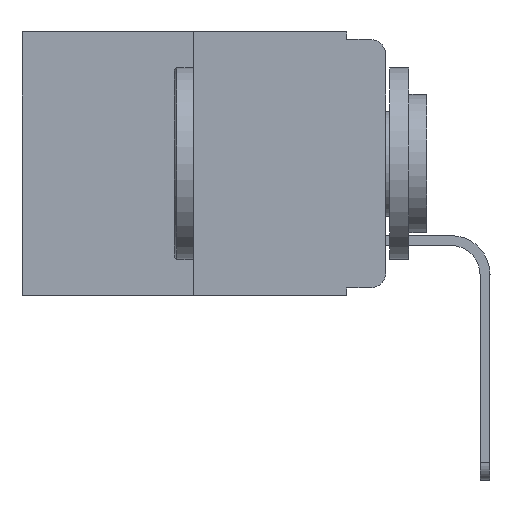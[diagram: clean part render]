
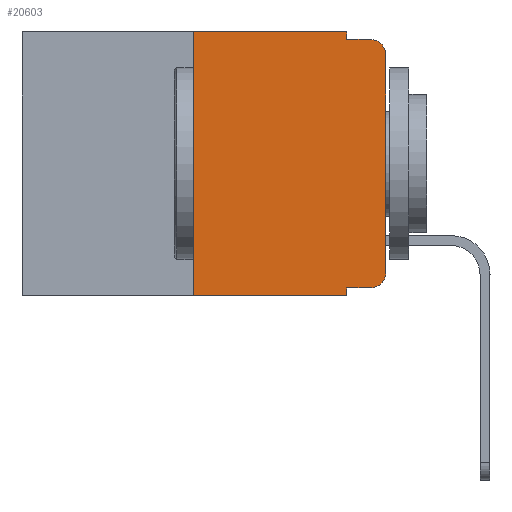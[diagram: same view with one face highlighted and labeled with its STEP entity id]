
A CAD part, left-side view. The second image highlights one B-rep face of the part: STEP entity #20603.
In plain terms, the highlighted planar face has unit normal (-1, 0, 0).
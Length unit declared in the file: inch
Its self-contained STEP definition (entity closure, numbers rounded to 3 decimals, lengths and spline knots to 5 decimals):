
#191 = EDGE_LOOP ( 'NONE', ( #8239, #19810, #14889, #11378, #6960, #9306, #19963, #13787, #20798, #19110 ) ) ;
#579 = DIRECTION ( 'NONE',  ( 0., 0., -1. ) ) ;
#602 = AXIS2_PLACEMENT_3D ( 'NONE', #12978, #1277, #16926 ) ;
#767 = LINE ( 'NONE', #4610, #10552 ) ;
#1277 = DIRECTION ( 'NONE',  ( -1., 0., 0. ) ) ;
#1982 = VERTEX_POINT ( 'NONE', #17553 ) ;
#2005 = CARTESIAN_POINT ( 'NONE',  ( 0., 0., -0.03 ) ) ;
#2012 = VERTEX_POINT ( 'NONE', #11738 ) ;
#2148 = LINE ( 'NONE', #24009, #21765 ) ;
#2323 = VECTOR ( 'NONE', #10551, 39.37008 ) ;
#2708 = DIRECTION ( 'NONE',  ( 0., -1., 0. ) ) ;
#2862 = VERTEX_POINT ( 'NONE', #2005 ) ;
#3636 = LINE ( 'NONE', #12215, #13424 ) ;
#3892 = DIRECTION ( 'NONE',  ( 0., -1., 0. ) ) ;
#4610 = CARTESIAN_POINT ( 'NONE',  ( 0., 0.051, 0. ) ) ;
#4731 = EDGE_CURVE ( 'NONE', #10608, #1982, #3636, .T. ) ;
#4770 = DIRECTION ( 'NONE',  ( 0., -1., 0. ) ) ;
#4906 = LINE ( 'NONE', #15732, #24538 ) ;
#5242 = VERTEX_POINT ( 'NONE', #20020 ) ;
#6592 = LINE ( 'NONE', #23559, #16704 ) ;
#6716 = AXIS2_PLACEMENT_3D ( 'NONE', #20763, #9027, #22770 ) ;
#6726 = CARTESIAN_POINT ( 'NONE',  ( 0., 0.051, -0.01 ) ) ;
#6883 = CARTESIAN_POINT ( 'NONE',  ( 0., 0.473, 0. ) ) ;
#6960 = ORIENTED_EDGE ( 'NONE', *, *, #12281, .F. ) ;
#7933 = DIRECTION ( 'NONE',  ( 0., -1., 0. ) ) ;
#8239 = ORIENTED_EDGE ( 'NONE', *, *, #16713, .T. ) ;
#8537 = CIRCLE ( 'NONE', #602, 0.02 ) ;
#8843 = DIRECTION ( 'NONE',  ( 0., 0., -1. ) ) ;
#9027 = DIRECTION ( 'NONE',  ( -1., 0., 0. ) ) ;
#9168 = EDGE_CURVE ( 'NONE', #5242, #1982, #4906, .T. ) ;
#9306 = ORIENTED_EDGE ( 'NONE', *, *, #13514, .F. ) ;
#9357 = EDGE_CURVE ( 'NONE', #14623, #2012, #2148, .T. ) ;
#9939 = VECTOR ( 'NONE', #4770, 39.37008 ) ;
#10551 = DIRECTION ( 'NONE',  ( 0., 0., 1. ) ) ;
#10552 = VECTOR ( 'NONE', #16432, 39.37008 ) ;
#10608 = VERTEX_POINT ( 'NONE', #22890 ) ;
#10830 = DIRECTION ( 'NONE',  ( 1., 0., 0. ) ) ;
#11203 = EDGE_CURVE ( 'NONE', #10608, #14453, #6592, .T. ) ;
#11378 = ORIENTED_EDGE ( 'NONE', *, *, #22855, .F. ) ;
#11738 = CARTESIAN_POINT ( 'NONE',  ( 0., 0.02, -0.01 ) ) ;
#11889 = CARTESIAN_POINT ( 'NONE',  ( 0., 0.02, -0.333 ) ) ;
#12189 = CARTESIAN_POINT ( 'NONE',  ( 0., 0.25, 0. ) ) ;
#12215 = CARTESIAN_POINT ( 'NONE',  ( 0., 0.051, 0. ) ) ;
#12243 = CARTESIAN_POINT ( 'NONE',  ( 0., 0.051, 0. ) ) ;
#12281 = EDGE_CURVE ( 'NONE', #23149, #19776, #13281, .T. ) ;
#12743 = CARTESIAN_POINT ( 'NONE',  ( 0., 0.473, 0. ) ) ;
#12978 = CARTESIAN_POINT ( 'NONE',  ( 0., 0.02, -0.03 ) ) ;
#13281 = LINE ( 'NONE', #12743, #9939 ) ;
#13424 = VECTOR ( 'NONE', #579, 39.37008 ) ;
#13514 = EDGE_CURVE ( 'NONE', #5242, #23149, #16584, .T. ) ;
#13787 = ORIENTED_EDGE ( 'NONE', *, *, #4731, .F. ) ;
#14396 = DIRECTION ( 'NONE',  ( 0., 0., 1. ) ) ;
#14453 = VERTEX_POINT ( 'NONE', #11889 ) ;
#14623 = VERTEX_POINT ( 'NONE', #6726 ) ;
#14784 = EDGE_CURVE ( 'NONE', #2862, #2012, #8537, .T. ) ;
#14889 = ORIENTED_EDGE ( 'NONE', *, *, #9357, .F. ) ;
#15732 = CARTESIAN_POINT ( 'NONE',  ( 0., 0.473, -0.343 ) ) ;
#15973 = VECTOR ( 'NONE', #14396, 39.37008 ) ;
#16150 = CIRCLE ( 'NONE', #6716, 0.02 ) ;
#16432 = DIRECTION ( 'NONE',  ( 0., 0., -1. ) ) ;
#16547 = CARTESIAN_POINT ( 'NONE',  ( 0., 0., 0. ) ) ;
#16584 = LINE ( 'NONE', #12189, #15973 ) ;
#16704 = VECTOR ( 'NONE', #7933, 39.37008 ) ;
#16713 = EDGE_CURVE ( 'NONE', #21448, #2862, #25061, .T. ) ;
#16926 = DIRECTION ( 'NONE',  ( 0., 0., -1. ) ) ;
#17380 = FACE_OUTER_BOUND ( 'NONE', #191, .T. ) ;
#17553 = CARTESIAN_POINT ( 'NONE',  ( 0., 0.051, -0.343 ) ) ;
#19110 = ORIENTED_EDGE ( 'NONE', *, *, #20605, .T. ) ;
#19356 = CARTESIAN_POINT ( 'NONE',  ( 0., 0.25, 0. ) ) ;
#19776 = VERTEX_POINT ( 'NONE', #12243 ) ;
#19810 = ORIENTED_EDGE ( 'NONE', *, *, #14784, .T. ) ;
#19963 = ORIENTED_EDGE ( 'NONE', *, *, #9168, .T. ) ;
#20020 = CARTESIAN_POINT ( 'NONE',  ( 0., 0.25, -0.343 ) ) ;
#20603 = ADVANCED_FACE ( 'NONE', ( #17380 ), #20673, .F. ) ;
#20605 = EDGE_CURVE ( 'NONE', #14453, #21448, #16150, .T. ) ;
#20673 = PLANE ( 'NONE',  #23028 ) ;
#20763 = CARTESIAN_POINT ( 'NONE',  ( 0., 0.02, -0.313 ) ) ;
#20798 = ORIENTED_EDGE ( 'NONE', *, *, #11203, .T. ) ;
#21448 = VERTEX_POINT ( 'NONE', #22981 ) ;
#21765 = VECTOR ( 'NONE', #2708, 39.37008 ) ;
#22770 = DIRECTION ( 'NONE',  ( 0., 0., -1. ) ) ;
#22855 = EDGE_CURVE ( 'NONE', #19776, #14623, #767, .T. ) ;
#22890 = CARTESIAN_POINT ( 'NONE',  ( 0., 0.051, -0.333 ) ) ;
#22981 = CARTESIAN_POINT ( 'NONE',  ( 0., 0., -0.313 ) ) ;
#23028 = AXIS2_PLACEMENT_3D ( 'NONE', #6883, #10830, #8843 ) ;
#23149 = VERTEX_POINT ( 'NONE', #19356 ) ;
#23559 = CARTESIAN_POINT ( 'NONE',  ( 0., 0.051, -0.333 ) ) ;
#24009 = CARTESIAN_POINT ( 'NONE',  ( 0., 0.051, -0.01 ) ) ;
#24538 = VECTOR ( 'NONE', #3892, 39.37008 ) ;
#25061 = LINE ( 'NONE', #16547, #2323 ) ;
